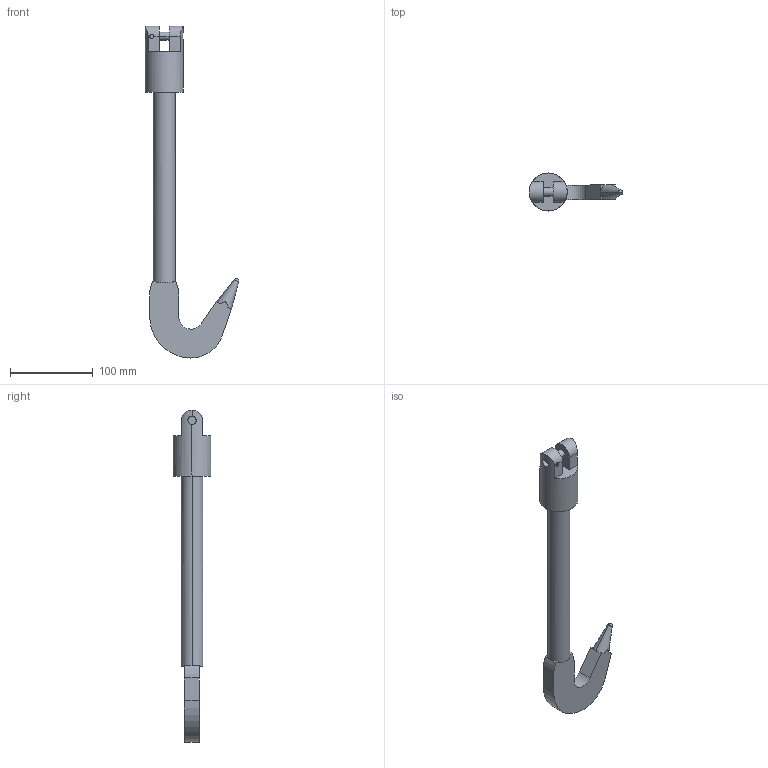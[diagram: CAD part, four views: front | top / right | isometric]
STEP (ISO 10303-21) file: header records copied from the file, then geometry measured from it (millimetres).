
FILE_DESCRIPTION((''),'2;1');
FILE_NAME('4VBMHWA-10','2005-01-19T',('jakubetz'),(''),'PRO/ENGINEER BY PARAMETRIC TECHNOLOGY CORPORATION, 2001400','PRO/ENGINEER BY PARAMETRIC TECHNOLOGY CORPORATION, 2001400','');
FILE_SCHEMA(('CONFIG_CONTROL_DESIGN'));
Length unit declared in the file: millimetre
Products named in the file (1): 4VBMHWA-10
Bounding box: 113.44 x 46 x 402.19 mm (x, y, z)
Volume: 328029.3 mm3; surface area: 51546.5 mm2
Topology: 1 solids, 1 shells, 214 faces, 587 edges, 387 vertices
Faces by surface type: plane 189, cylinder 21, cone 2, sphere 2
Entity records: 6812 total; most frequent: CARTESIAN_POINT 1325, ORIENTED_EDGE 1170, DIRECTION 1043, EDGE_CURVE 585, VECTOR 523, LINE 523, VERTEX_POINT 387, AXIS2_PLACEMENT_3D 260
